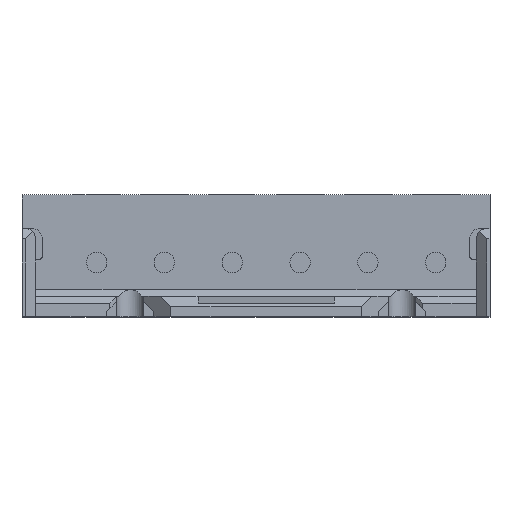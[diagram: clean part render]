
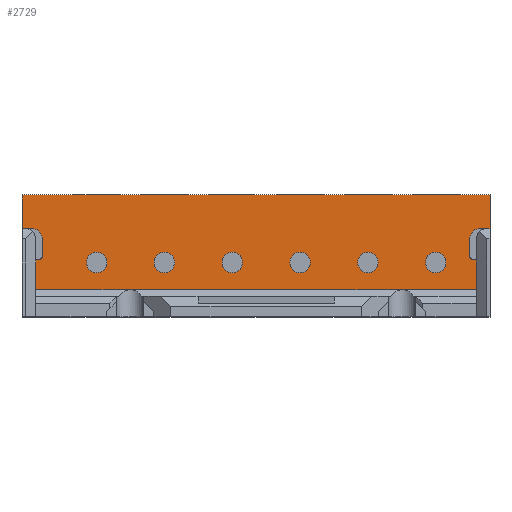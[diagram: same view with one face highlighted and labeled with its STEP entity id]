
A CAD part, top view. The second image highlights one B-rep face of the part: STEP entity #2729.
In plain terms, the highlighted planar face has unit normal (0, 0, 1).
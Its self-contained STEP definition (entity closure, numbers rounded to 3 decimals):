
#53=DIRECTION('',(0.,1.,0.));
#54=VECTOR('',#53,1.);
#55=CARTESIAN_POINT('',(6.9,1.,-5.1));
#56=LINE('',#55,#54);
#81=CARTESIAN_POINT('',(-4.7,0.,-5.1));
#82=DIRECTION('',(0.,0.,-1.));
#83=DIRECTION('',(0.,1.,0.));
#84=AXIS2_PLACEMENT_3D('',#81,#82,#83);
#86=CARTESIAN_POINT('',(-4.7,0.,-5.1));
#87=DIRECTION('',(0.,0.,-1.));
#88=DIRECTION('',(0.,-1.,0.));
#89=AXIS2_PLACEMENT_3D('',#86,#87,#88);
#91=CARTESIAN_POINT('',(-2.7,0.,-5.1));
#92=DIRECTION('',(0.,0.,-1.));
#93=DIRECTION('',(0.,1.,0.));
#94=AXIS2_PLACEMENT_3D('',#91,#92,#93);
#96=CARTESIAN_POINT('',(-2.7,0.,-5.1));
#97=DIRECTION('',(0.,0.,-1.));
#98=DIRECTION('',(0.,-1.,0.));
#99=AXIS2_PLACEMENT_3D('',#96,#97,#98);
#101=CARTESIAN_POINT('',(-0.7,0.,-5.1));
#102=DIRECTION('',(0.,0.,-1.));
#103=DIRECTION('',(0.,1.,0.));
#104=AXIS2_PLACEMENT_3D('',#101,#102,#103);
#106=CARTESIAN_POINT('',(-0.7,0.,-5.1));
#107=DIRECTION('',(0.,0.,-1.));
#108=DIRECTION('',(0.,-1.,0.));
#109=AXIS2_PLACEMENT_3D('',#106,#107,#108);
#111=CARTESIAN_POINT('',(1.3,0.,-5.1));
#112=DIRECTION('',(0.,0.,-1.));
#113=DIRECTION('',(0.,1.,0.));
#114=AXIS2_PLACEMENT_3D('',#111,#112,#113);
#116=CARTESIAN_POINT('',(1.3,0.,-5.1));
#117=DIRECTION('',(0.,0.,-1.));
#118=DIRECTION('',(0.,-1.,0.));
#119=AXIS2_PLACEMENT_3D('',#116,#117,#118);
#121=CARTESIAN_POINT('',(3.3,0.,-5.1));
#122=DIRECTION('',(0.,0.,-1.));
#123=DIRECTION('',(0.,1.,0.));
#124=AXIS2_PLACEMENT_3D('',#121,#122,#123);
#126=CARTESIAN_POINT('',(3.3,0.,-5.1));
#127=DIRECTION('',(0.,0.,-1.));
#128=DIRECTION('',(0.,-1.,0.));
#129=AXIS2_PLACEMENT_3D('',#126,#127,#128);
#131=CARTESIAN_POINT('',(5.3,0.,-5.1));
#132=DIRECTION('',(0.,0.,-1.));
#133=DIRECTION('',(0.,1.,0.));
#134=AXIS2_PLACEMENT_3D('',#131,#132,#133);
#136=CARTESIAN_POINT('',(5.3,0.,-5.1));
#137=DIRECTION('',(0.,0.,-1.));
#138=DIRECTION('',(0.,-1.,0.));
#139=AXIS2_PLACEMENT_3D('',#136,#137,#138);
#141=DIRECTION('',(0.,1.,0.));
#142=VECTOR('',#141,0.5);
#143=CARTESIAN_POINT('',(6.3,0.2,-5.1));
#144=LINE('',#143,#142);
#145=DIRECTION('',(1.,0.,0.));
#146=VECTOR('',#145,0.1);
#147=CARTESIAN_POINT('',(6.4,0.1,-5.1));
#148=LINE('',#147,#146);
#149=DIRECTION('',(0.,1.,0.));
#150=VECTOR('',#149,0.9);
#151=CARTESIAN_POINT('',(6.5,-0.8,-5.1));
#152=LINE('',#151,#150);
#153=DIRECTION('',(-1.,0.,0.));
#154=VECTOR('',#153,2.19);
#155=CARTESIAN_POINT('',(6.5,-0.8,-5.1));
#156=LINE('',#155,#154);
#157=DIRECTION('',(-1.,0.,0.));
#158=VECTOR('',#157,8.02);
#159=CARTESIAN_POINT('',(4.31,-0.8,-5.1));
#160=LINE('',#159,#158);
#161=DIRECTION('',(-1.,0.,0.));
#162=VECTOR('',#161,2.79);
#163=CARTESIAN_POINT('',(-3.71,-0.8,-5.1));
#164=LINE('',#163,#162);
#165=DIRECTION('',(0.,1.,0.));
#166=VECTOR('',#165,0.8);
#167=CARTESIAN_POINT('',(-6.5,-0.8,-5.1));
#168=LINE('',#167,#166);
#169=DIRECTION('',(0.,-1.,0.));
#170=VECTOR('',#169,0.1);
#171=CARTESIAN_POINT('',(-6.5,0.1,-5.1));
#172=LINE('',#171,#170);
#173=DIRECTION('',(1.,0.,0.));
#174=VECTOR('',#173,0.1);
#175=CARTESIAN_POINT('',(-6.5,0.1,-5.1));
#176=LINE('',#175,#174);
#177=DIRECTION('',(0.,1.,0.));
#178=VECTOR('',#177,0.5);
#179=CARTESIAN_POINT('',(-6.3,0.2,-5.1));
#180=LINE('',#179,#178);
#297=DIRECTION('',(1.,0.,0.));
#298=VECTOR('',#297,0.3);
#299=CARTESIAN_POINT('',(-6.9,1.,-5.1));
#300=LINE('',#299,#298);
#313=DIRECTION('',(1.,0.,0.));
#314=VECTOR('',#313,0.3);
#315=CARTESIAN_POINT('',(6.6,1.,-5.1));
#316=LINE('',#315,#314);
#909=CARTESIAN_POINT('',(4.31,-0.8,-5.1));
#920=CARTESIAN_POINT('',(-3.71,-0.8,-5.1));
#1056=DIRECTION('',(-1.,0.,0.));
#1057=VECTOR('',#1056,13.8);
#1058=CARTESIAN_POINT('',(6.9,2.,-5.1));
#1059=LINE('',#1058,#1057);
#1650=DIRECTION('',(0.,1.,0.));
#1651=VECTOR('',#1650,1.);
#1652=CARTESIAN_POINT('',(-6.9,1.,-5.1));
#1653=LINE('',#1652,#1651);
#1853=CARTESIAN_POINT('',(6.6,0.7,-5.1));
#1854=DIRECTION('',(0.,0.,-1.));
#1855=DIRECTION('',(-1.,0.,0.));
#1856=AXIS2_PLACEMENT_3D('',#1853,#1854,#1855);
#1866=CARTESIAN_POINT('',(6.4,0.2,-5.1));
#1867=DIRECTION('',(0.,0.,-1.));
#1868=DIRECTION('',(0.,-1.,0.));
#1869=AXIS2_PLACEMENT_3D('',#1866,#1867,#1868);
#1993=CARTESIAN_POINT('',(-6.6,0.7,-5.1));
#1994=DIRECTION('',(0.,0.,-1.));
#1995=DIRECTION('',(0.,1.,0.));
#1996=AXIS2_PLACEMENT_3D('',#1993,#1994,#1995);
#2010=CARTESIAN_POINT('',(-6.4,0.2,-5.1));
#2011=DIRECTION('',(0.,0.,-1.));
#2012=DIRECTION('',(1.,0.,0.));
#2013=AXIS2_PLACEMENT_3D('',#2010,#2011,#2012);
#2020=CARTESIAN_POINT('',(6.9,1.,-5.1));
#2022=VERTEX_POINT('',#2020);
#2023=CARTESIAN_POINT('',(6.9,2.,-5.1));
#2024=VERTEX_POINT('',#2023);
#2034=CARTESIAN_POINT('',(-6.9,1.,-5.1));
#2036=VERTEX_POINT('',#2034);
#2037=CARTESIAN_POINT('',(-6.9,2.,-5.1));
#2038=VERTEX_POINT('',#2037);
#2071=CARTESIAN_POINT('',(6.5,-0.8,-5.1));
#2072=VERTEX_POINT('',#2071);
#2105=VERTEX_POINT('',#909);
#2139=CARTESIAN_POINT('',(-6.5,-0.8,-5.1));
#2141=VERTEX_POINT('',#2139);
#2158=VERTEX_POINT('',#920);
#2159=CARTESIAN_POINT('',(-6.5,0.1,-5.1));
#2161=VERTEX_POINT('',#2159);
#2167=CARTESIAN_POINT('',(6.5,0.1,-5.1));
#2168=VERTEX_POINT('',#2167);
#2179=CARTESIAN_POINT('',(-6.6,1.,-5.1));
#2180=VERTEX_POINT('',#2179);
#2182=CARTESIAN_POINT('',(-6.3,0.7,-5.1));
#2184=VERTEX_POINT('',#2182);
#2185=CARTESIAN_POINT('',(6.3,0.7,-5.1));
#2187=VERTEX_POINT('',#2185);
#2189=CARTESIAN_POINT('',(6.6,1.,-5.1));
#2191=VERTEX_POINT('',#2189);
#2204=CARTESIAN_POINT('',(-6.4,0.1,-5.1));
#2205=VERTEX_POINT('',#2204);
#2206=CARTESIAN_POINT('',(6.4,0.1,-5.1));
#2207=VERTEX_POINT('',#2206);
#2208=CARTESIAN_POINT('',(6.3,0.2,-5.1));
#2209=VERTEX_POINT('',#2208);
#2210=CARTESIAN_POINT('',(-6.3,0.2,-5.1));
#2211=VERTEX_POINT('',#2210);
#2317=CARTESIAN_POINT('',(-6.5,0.,-5.1));
#2319=VERTEX_POINT('',#2317);
#2346=CARTESIAN_POINT('',(-4.7,0.3,-5.1));
#2347=CARTESIAN_POINT('',(-4.7,-0.3,-5.1));
#2348=VERTEX_POINT('',#2346);
#2349=VERTEX_POINT('',#2347);
#2362=CARTESIAN_POINT('',(-2.7,0.3,-5.1));
#2363=VERTEX_POINT('',#2362);
#2364=CARTESIAN_POINT('',(-2.7,-0.3,-5.1));
#2365=VERTEX_POINT('',#2364);
#2482=CARTESIAN_POINT('',(-0.7,0.3,-5.1));
#2483=VERTEX_POINT('',#2482);
#2486=CARTESIAN_POINT('',(-0.7,-0.3,-5.1));
#2487=VERTEX_POINT('',#2486);
#2514=CARTESIAN_POINT('',(1.3,0.3,-5.1));
#2515=VERTEX_POINT('',#2514);
#2518=CARTESIAN_POINT('',(1.3,-0.3,-5.1));
#2519=VERTEX_POINT('',#2518);
#2542=CARTESIAN_POINT('',(3.3,0.3,-5.1));
#2543=VERTEX_POINT('',#2542);
#2544=CARTESIAN_POINT('',(3.3,-0.3,-5.1));
#2545=VERTEX_POINT('',#2544);
#2566=CARTESIAN_POINT('',(5.3,0.3,-5.1));
#2567=VERTEX_POINT('',#2566);
#2568=CARTESIAN_POINT('',(5.3,-0.3,-5.1));
#2569=VERTEX_POINT('',#2568);
#2651=CARTESIAN_POINT('',(6.9,1.,-5.1));
#2652=DIRECTION('',(0.,0.,1.));
#2653=DIRECTION('',(0.,1.,0.));
#2654=AXIS2_PLACEMENT_3D('',#2651,#2652,#2653);
#2655=PLANE('',#2654);
#2657=ORIENTED_EDGE('',*,*,#2656,.F.);
#2659=ORIENTED_EDGE('',*,*,#2658,.F.);
#2661=ORIENTED_EDGE('',*,*,#2660,.F.);
#2663=ORIENTED_EDGE('',*,*,#2662,.F.);
#2664=ORIENTED_EDGE('',*,*,#2633,.T.);
#2666=ORIENTED_EDGE('',*,*,#2665,.F.);
#2668=ORIENTED_EDGE('',*,*,#2667,.T.);
#2670=ORIENTED_EDGE('',*,*,#2669,.T.);
#2672=ORIENTED_EDGE('',*,*,#2671,.T.);
#2674=ORIENTED_EDGE('',*,*,#2673,.T.);
#2676=ORIENTED_EDGE('',*,*,#2675,.F.);
#2677=ORIENTED_EDGE('',*,*,#2617,.T.);
#2679=ORIENTED_EDGE('',*,*,#2678,.F.);
#2681=ORIENTED_EDGE('',*,*,#2680,.T.);
#2683=ORIENTED_EDGE('',*,*,#2682,.F.);
#2685=ORIENTED_EDGE('',*,*,#2684,.F.);
#2687=ORIENTED_EDGE('',*,*,#2686,.T.);
#2689=ORIENTED_EDGE('',*,*,#2688,.F.);
#2690=ORIENTED_EDGE('',*,*,#2603,.F.);
#2691=EDGE_LOOP('',(#2657,#2659,#2661,#2663,#2664,#2666,#2668,#2670,#2672,#2674,
#2676,#2677,#2679,#2681,#2683,#2685,#2687,#2689,#2690));
#2692=FACE_OUTER_BOUND('',#2691,.F.);
#2694=ORIENTED_EDGE('',*,*,#2693,.F.);
#2696=ORIENTED_EDGE('',*,*,#2695,.F.);
#2697=EDGE_LOOP('',(#2694,#2696));
#2698=FACE_BOUND('',#2697,.F.);
#2700=ORIENTED_EDGE('',*,*,#2699,.F.);
#2702=ORIENTED_EDGE('',*,*,#2701,.F.);
#2703=EDGE_LOOP('',(#2700,#2702));
#2704=FACE_BOUND('',#2703,.F.);
#2706=ORIENTED_EDGE('',*,*,#2705,.F.);
#2708=ORIENTED_EDGE('',*,*,#2707,.F.);
#2709=EDGE_LOOP('',(#2706,#2708));
#2710=FACE_BOUND('',#2709,.F.);
#2712=ORIENTED_EDGE('',*,*,#2711,.F.);
#2714=ORIENTED_EDGE('',*,*,#2713,.F.);
#2715=EDGE_LOOP('',(#2712,#2714));
#2716=FACE_BOUND('',#2715,.F.);
#2718=ORIENTED_EDGE('',*,*,#2717,.F.);
#2720=ORIENTED_EDGE('',*,*,#2719,.F.);
#2721=EDGE_LOOP('',(#2718,#2720));
#2722=FACE_BOUND('',#2721,.F.);
#2724=ORIENTED_EDGE('',*,*,#2723,.F.);
#2726=ORIENTED_EDGE('',*,*,#2725,.F.);
#2727=EDGE_LOOP('',(#2724,#2726));
#2728=FACE_BOUND('',#2727,.F.);
#85=CIRCLE('',#84,0.3);
#90=CIRCLE('',#89,0.3);
#95=CIRCLE('',#94,0.3);
#100=CIRCLE('',#99,0.3);
#105=CIRCLE('',#104,0.3);
#110=CIRCLE('',#109,0.3);
#115=CIRCLE('',#114,0.3);
#120=CIRCLE('',#119,0.3);
#125=CIRCLE('',#124,0.3);
#130=CIRCLE('',#129,0.3);
#135=CIRCLE('',#134,0.3);
#140=CIRCLE('',#139,0.3);
#1857=CIRCLE('',#1856,0.3);
#1870=CIRCLE('',#1869,0.1);
#1997=CIRCLE('',#1996,0.3);
#2014=CIRCLE('',#2013,0.1);
#2603=EDGE_CURVE('',#2022,#2024,#56,.T.);
#2617=EDGE_CURVE('',#2161,#2205,#176,.T.);
#2633=EDGE_CURVE('',#2207,#2168,#148,.T.);
#2656=EDGE_CURVE('',#2191,#2022,#316,.T.);
#2658=EDGE_CURVE('',#2187,#2191,#1857,.T.);
#2660=EDGE_CURVE('',#2209,#2187,#144,.T.);
#2662=EDGE_CURVE('',#2207,#2209,#1870,.T.);
#2665=EDGE_CURVE('',#2072,#2168,#152,.T.);
#2667=EDGE_CURVE('',#2072,#2105,#156,.T.);
#2669=EDGE_CURVE('',#2105,#2158,#160,.T.);
#2671=EDGE_CURVE('',#2158,#2141,#164,.T.);
#2673=EDGE_CURVE('',#2141,#2319,#168,.T.);
#2675=EDGE_CURVE('',#2161,#2319,#172,.T.);
#2678=EDGE_CURVE('',#2211,#2205,#2014,.T.);
#2680=EDGE_CURVE('',#2211,#2184,#180,.T.);
#2682=EDGE_CURVE('',#2180,#2184,#1997,.T.);
#2684=EDGE_CURVE('',#2036,#2180,#300,.T.);
#2686=EDGE_CURVE('',#2036,#2038,#1653,.T.);
#2688=EDGE_CURVE('',#2024,#2038,#1059,.T.);
#2693=EDGE_CURVE('',#2348,#2349,#85,.T.);
#2695=EDGE_CURVE('',#2349,#2348,#90,.T.);
#2699=EDGE_CURVE('',#2363,#2365,#95,.T.);
#2701=EDGE_CURVE('',#2365,#2363,#100,.T.);
#2705=EDGE_CURVE('',#2483,#2487,#105,.T.);
#2707=EDGE_CURVE('',#2487,#2483,#110,.T.);
#2711=EDGE_CURVE('',#2515,#2519,#115,.T.);
#2713=EDGE_CURVE('',#2519,#2515,#120,.T.);
#2717=EDGE_CURVE('',#2543,#2545,#125,.T.);
#2719=EDGE_CURVE('',#2545,#2543,#130,.T.);
#2723=EDGE_CURVE('',#2567,#2569,#135,.T.);
#2725=EDGE_CURVE('',#2569,#2567,#140,.T.);
#2729=ADVANCED_FACE('',(#2692,#2698,#2704,#2710,#2716,#2722,#2728),#2655,.T.);
